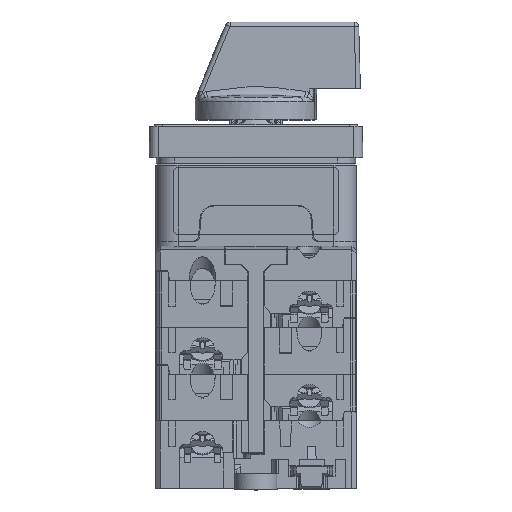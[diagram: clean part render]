
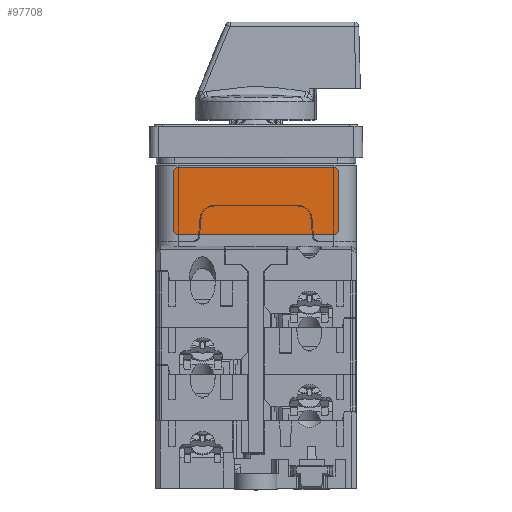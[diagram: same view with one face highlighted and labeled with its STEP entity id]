
A CAD part, top view. The second image highlights one B-rep face of the part: STEP entity #97708.
In plain terms, the highlighted face is planar.
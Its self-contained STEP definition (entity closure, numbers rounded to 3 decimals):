
#97489=CARTESIAN_POINT('',(-17.5,0.2,-6.5));
#97490=DIRECTION('',(0.,1.,0.));
#97491=DIRECTION('',(0.,0.,-1.));
#97492=AXIS2_PLACEMENT_3D('',#97489,#97490,#97491);
#97494=DIRECTION('',(-1.,0.,0.));
#97495=VECTOR('',#97494,35.);
#97496=CARTESIAN_POINT('',(17.5,0.2,-7.5));
#97497=LINE('',#97496,#97495);
#97498=CARTESIAN_POINT('',(17.5,0.2,-6.5));
#97499=DIRECTION('',(0.,1.,0.));
#97500=DIRECTION('',(1.,0.,0.));
#97501=AXIS2_PLACEMENT_3D('',#97498,#97499,#97500);
#97503=DIRECTION('',(0.,0.,-1.));
#97504=VECTOR('',#97503,13.);
#97505=CARTESIAN_POINT('',(18.5,0.2,6.5));
#97506=LINE('',#97505,#97504);
#97507=CARTESIAN_POINT('',(17.5,0.2,6.5));
#97508=DIRECTION('',(0.,1.,0.));
#97509=DIRECTION('',(0.,0.,1.));
#97510=AXIS2_PLACEMENT_3D('',#97507,#97508,#97509);
#97512=DIRECTION('',(1.,0.,0.));
#97513=VECTOR('',#97512,35.);
#97514=CARTESIAN_POINT('',(-17.5,0.2,7.5));
#97515=LINE('',#97514,#97513);
#97516=CARTESIAN_POINT('',(-17.5,0.2,6.5));
#97517=DIRECTION('',(0.,1.,0.));
#97518=DIRECTION('',(-1.,0.,0.));
#97519=AXIS2_PLACEMENT_3D('',#97516,#97517,#97518);
#97521=DIRECTION('',(0.,0.,1.));
#97522=VECTOR('',#97521,13.);
#97523=CARTESIAN_POINT('',(-18.5,0.2,-6.5));
#97524=LINE('',#97523,#97522);
#97529=CARTESIAN_POINT('',(-17.5,0.2,-7.5));
#97530=VERTEX_POINT('',#97529);
#97531=CARTESIAN_POINT('',(-18.5,0.2,-6.5));
#97532=VERTEX_POINT('',#97531);
#97537=CARTESIAN_POINT('',(18.5,0.2,-6.5));
#97538=VERTEX_POINT('',#97537);
#97539=CARTESIAN_POINT('',(17.5,0.2,-7.5));
#97540=VERTEX_POINT('',#97539);
#97545=CARTESIAN_POINT('',(-18.5,0.2,6.5));
#97546=VERTEX_POINT('',#97545);
#97547=CARTESIAN_POINT('',(-17.5,0.2,7.5));
#97548=VERTEX_POINT('',#97547);
#97553=CARTESIAN_POINT('',(17.5,0.2,7.5));
#97554=VERTEX_POINT('',#97553);
#97555=CARTESIAN_POINT('',(18.5,0.2,6.5));
#97556=VERTEX_POINT('',#97555);
#97693=CARTESIAN_POINT('',(0.,0.2,0.));
#97694=DIRECTION('',(0.,1.,0.));
#97695=DIRECTION('',(1.,0.,0.));
#97696=AXIS2_PLACEMENT_3D('',#97693,#97694,#97695);
#97697=PLANE('',#97696);
#97698=ORIENTED_EDGE('',*,*,#97589,.F.);
#97699=ORIENTED_EDGE('',*,*,#97605,.F.);
#97700=ORIENTED_EDGE('',*,*,#97618,.F.);
#97701=ORIENTED_EDGE('',*,*,#97633,.F.);
#97702=ORIENTED_EDGE('',*,*,#97646,.F.);
#97703=ORIENTED_EDGE('',*,*,#97659,.F.);
#97704=ORIENTED_EDGE('',*,*,#97674,.F.);
#97705=ORIENTED_EDGE('',*,*,#97686,.F.);
#97706=EDGE_LOOP('',(#97698,#97699,#97700,#97701,#97702,#97703,#97704,#97705));
#97707=FACE_OUTER_BOUND('',#97706,.F.);
#97493=CIRCLE('',#97492,1.);
#97502=CIRCLE('',#97501,1.);
#97511=CIRCLE('',#97510,1.);
#97520=CIRCLE('',#97519,1.);
#97589=EDGE_CURVE('',#97530,#97532,#97493,.T.);
#97605=EDGE_CURVE('',#97540,#97530,#97497,.T.);
#97618=EDGE_CURVE('',#97538,#97540,#97502,.T.);
#97633=EDGE_CURVE('',#97556,#97538,#97506,.T.);
#97646=EDGE_CURVE('',#97554,#97556,#97511,.T.);
#97659=EDGE_CURVE('',#97548,#97554,#97515,.T.);
#97674=EDGE_CURVE('',#97546,#97548,#97520,.T.);
#97686=EDGE_CURVE('',#97532,#97546,#97524,.T.);
#97708=ADVANCED_FACE('',(#97707),#97697,.T.);
